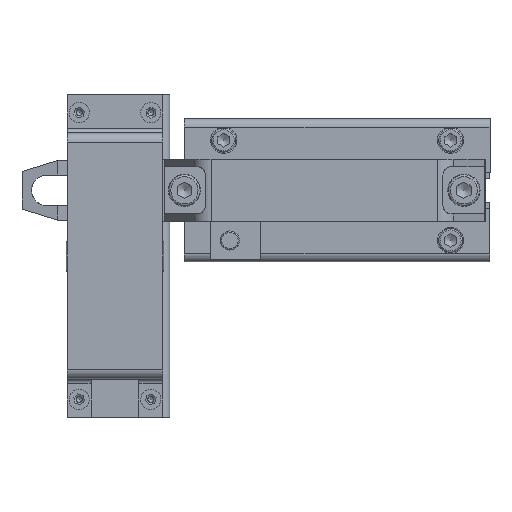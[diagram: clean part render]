
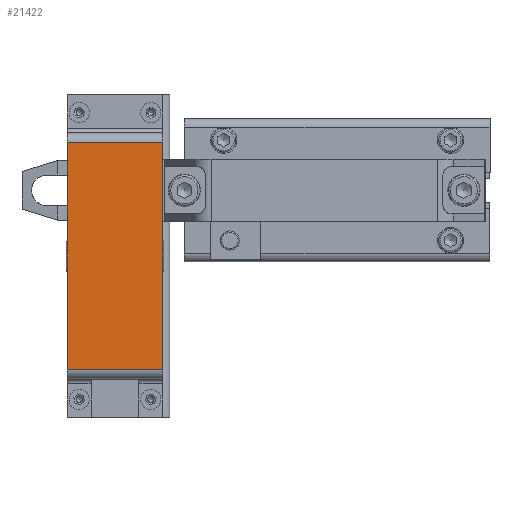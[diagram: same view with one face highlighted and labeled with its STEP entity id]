
A CAD part, front view. The second image highlights one B-rep face of the part: STEP entity #21422.
In plain terms, the highlighted face is planar.
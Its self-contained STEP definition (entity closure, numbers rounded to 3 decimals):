
#20844=CARTESIAN_POINT('',(47.5,20.0,0.));
#20845=VERTEX_POINT('',#20844);
#20853=CARTESIAN_POINT('',(-47.5,20.0,0.));
#20854=VERTEX_POINT('',#20853);
#20855=CARTESIAN_POINT('',(-47.5,20.0,0.0));
#20856=DIRECTION('',(1.0,0.0,0.0));
#20857=VECTOR('',#20856,95.);
#20858=LINE('',#20855,#20857);
#20859=EDGE_CURVE('',#20854,#20845,#20858,.T.);
#21067=CARTESIAN_POINT('',(-47.5,-20.0,0.));
#21068=VERTEX_POINT('',#21067);
#21076=CARTESIAN_POINT('',(47.5,-20.0,0.));
#21077=VERTEX_POINT('',#21076);
#21078=CARTESIAN_POINT('',(47.5,-20.0,0.0));
#21079=DIRECTION('',(-1.0,0.0,0.0));
#21080=VECTOR('',#21079,95.);
#21081=LINE('',#21078,#21080);
#21082=EDGE_CURVE('',#21077,#21068,#21081,.T.);
#21263=CARTESIAN_POINT('',(47.5,20.0,0.0));
#21264=DIRECTION('',(0.0,-1.0,0.0));
#21265=VECTOR('',#21264,40.0);
#21266=LINE('',#21263,#21265);
#21267=EDGE_CURVE('',#20845,#21077,#21266,.T.);
#21401=CARTESIAN_POINT('',(-47.5,-20.0,0.0));
#21402=DIRECTION('',(0.0,1.0,0.0));
#21403=VECTOR('',#21402,40.0);
#21404=LINE('',#21401,#21403);
#21405=EDGE_CURVE('',#21068,#20854,#21404,.T.);
#21411=CARTESIAN_POINT('',(0.,0.,0.0));
#21412=DIRECTION('',(0.0,0.0,1.0));
#21413=DIRECTION('',(1.0,0.0,0.0));
#21414=AXIS2_PLACEMENT_3D('',#21411,#21412,#21413);
#21415=PLANE('',#21414);
#21416=ORIENTED_EDGE('',*,*,#21267,.T.);
#21417=ORIENTED_EDGE('',*,*,#21082,.T.);
#21418=ORIENTED_EDGE('',*,*,#21405,.T.);
#21419=ORIENTED_EDGE('',*,*,#20859,.T.);
#21420=EDGE_LOOP('',(#21416,#21417,#21418,#21419));
#21421=FACE_OUTER_BOUND('',#21420,.T.);
#21422=ADVANCED_FACE('',(#21421),#21415,.F.);
